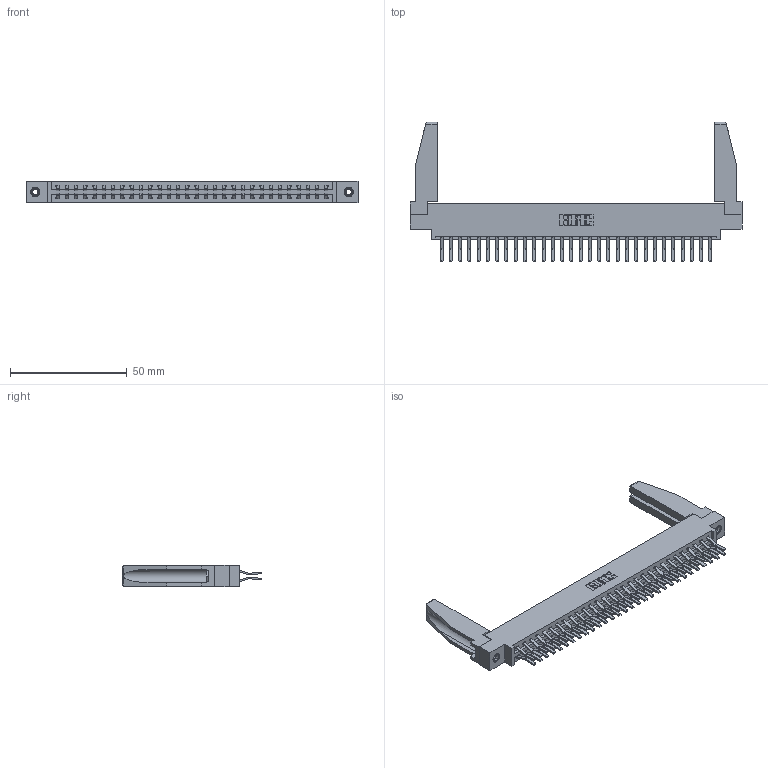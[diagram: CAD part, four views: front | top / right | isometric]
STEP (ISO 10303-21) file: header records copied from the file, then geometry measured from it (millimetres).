
FILE_DESCRIPTION (( 'STEP AP203' ), '1' );
FILE_NAME ('337-060-560-878.STEP', '2019-10-11T22:15:32', ( '' ), ( '' ), 'SwSTEP 2.0', 'SolidWorks 2016', '' );
FILE_SCHEMA (( 'CONFIG_CONTROL_DESIGN' ));
Length unit declared in the file: inch
Products named in the file (5): 345-250-001_345-250-001-102; 307-220-078; 345-292-001_560 Tail; 337 Part_0.170 Offset - 0.156 Dia-TI; 337-060-560-878
Assembly tree (65 placements, depth 2):
  337-060-560-878
    337 Part_0.170 Offset - 0.156 Dia-TI
    345-292-001_560 Tail  x60
    345-250-001_345-250-001-102  x2
    307-220-078  x2
Bounding box: 141.88 x 59.58 x 9.4 mm (x, y, z)
Volume: 19062.3 mm3; surface area: 21995.4 mm2
Topology: 65 solids, 65 shells, 3608 faces, 10673 edges, 7026 vertices
Faces by surface type: plane 2438, cylinder 1154, cone 12, torus 4
Entity records: 27472 total; most frequent: CARTESIAN_POINT 4640, ORIENTED_EDGE 4532, DIRECTION 3978, EDGE_CURVE 2266, VECTOR 2096, LINE 2096, VERTEX_POINT 1504, AXIS2_PLACEMENT_3D 941
